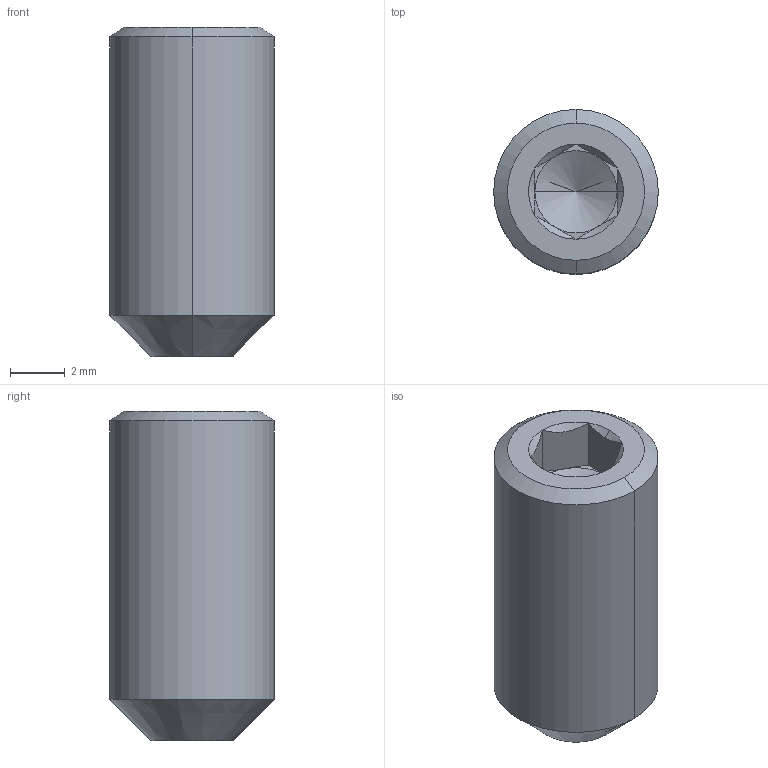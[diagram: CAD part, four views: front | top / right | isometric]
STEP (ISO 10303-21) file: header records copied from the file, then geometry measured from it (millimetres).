
FILE_DESCRIPTION (( 'STEP AP203' ), '1' );
FILE_NAME ('91390A129_NO THREADS_Alloy Steel Cup-Point Set Screw.STEP', '2023-12-28T20:37:16', ( 'Administrator' ), ( 'Managed by Terraform' ), 'SwSTEP 2.0', 'SolidWorks 2017', '' );
FILE_SCHEMA (( 'CONFIG_CONTROL_DESIGN' ));
Length unit declared in the file: millimetre
Products named in the file (1): 91390A129_NO THREADS_Alloy Steel Cup-Point Set Screw
Bounding box: 6 x 6 x 12 mm (x, y, z)
Volume: 301.1 mm3; surface area: 279.4 mm2
Topology: 1 solids, 1 shells, 30 faces, 61 edges, 30 vertices
Faces by surface type: cone 15, plane 13, cylinder 2
Entity records: 840 total; most frequent: CARTESIAN_POINT 165, DIRECTION 133, ORIENTED_EDGE 114, EDGE_CURVE 57, AXIS2_PLACEMENT_3D 52, EDGE_LOOP 31, VERTEX_POINT 30, FACE_OUTER_BOUND 30
